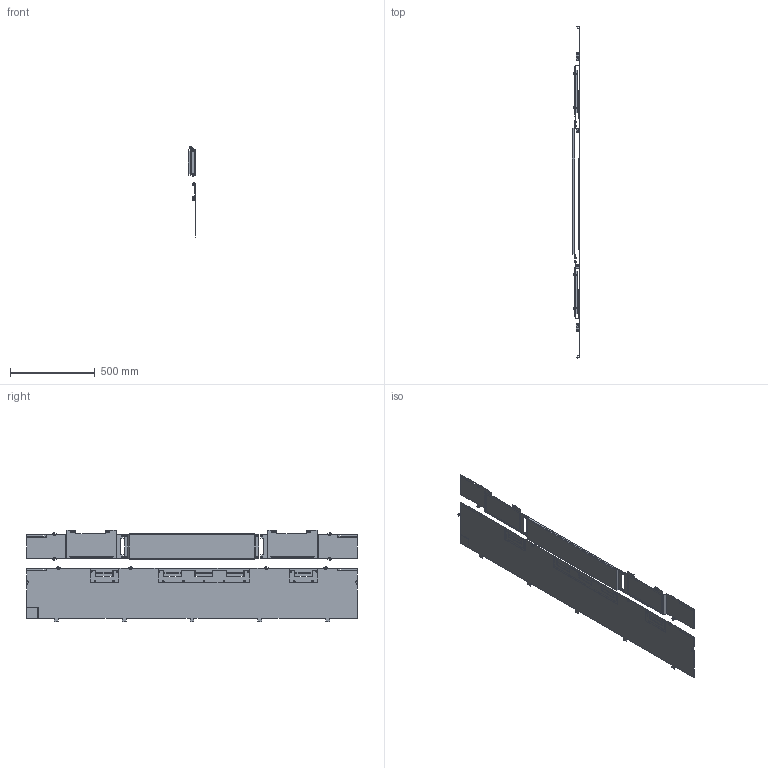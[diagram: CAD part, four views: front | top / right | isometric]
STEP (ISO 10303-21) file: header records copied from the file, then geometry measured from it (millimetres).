
FILE_DESCRIPTION(('STEP AP214'),'1');
FILE_NAME('cctmp_0F249786-798F-4E4E-96DD-DD7B1067FFDA_2024_11_27_11_31_23_0622..stp','2024-11-27T10:31:24',('SIEMENS A&D'),('CADClick - www.CADClick.com'),'Spatial InterOp 3D',' ','unknown authorization');
FILE_SCHEMA(('AUTOMOTIVE_DESIGN'));
Length unit declared in the file: millimetre
Products named in the file (1): 1
Bounding box: 47 x 1958.2 x 539 mm (x, y, z)
Volume: 1449825.4 mm3; surface area: 1854594.7 mm2
Topology: 4 solids, 4 shells, 890 faces, 2232 edges, 1430 vertices
Faces by surface type: plane 518, cylinder 254, cone 88, torus 30
Entity records: 33820 total; most frequent: DIRECTION 4696, CARTESIAN_POINT 4556, ORIENTED_EDGE 4464, EDGE_CURVE 2232, AXIS2_PLACEMENT_3D 1570, LINE 1556, VECTOR 1556, VERTEX_POINT 1430
